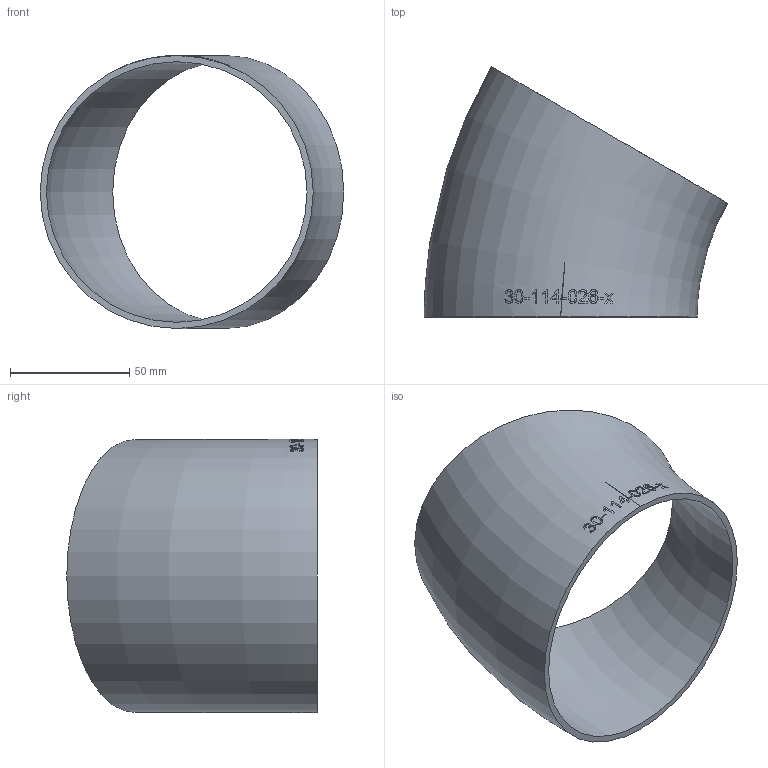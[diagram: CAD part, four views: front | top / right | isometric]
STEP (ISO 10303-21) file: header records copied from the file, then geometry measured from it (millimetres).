
FILE_DESCRIPTION (( 'STEP AP214' ), '1' );
FILE_NAME ('30-114-026-x Bogen 2004.STEP', '2020-04-22T09:20:59', ( '' ), ( '' ), 'SwSTEP 2.0', 'SolidWorks 2019', '' );
FILE_SCHEMA (( 'AUTOMOTIVE_DESIGN' ));
Length unit declared in the file: millimetre
Products named in the file (1): 30-114-026-x Bogen 2004
Bounding box: 127.07 x 104.83 x 114.3 mm (x, y, z)
Volume: 72849.9 mm3; surface area: 57873.5 mm2
Topology: 1 solids, 1 shells, 141 faces, 370 edges, 247 vertices
Faces by surface type: bspline 121, torus 18, plane 2
Entity records: 20100 total; most frequent: CARTESIAN_POINT 16206, ORIENTED_EDGE 734, EDGE_CURVE 367, B_SPLINE_CURVE_WITH_KNOTS 363, VERTEX_POINT 246, EDGE_LOOP 161, FACE_OUTER_BOUND 143, ADVANCED_FACE 141
